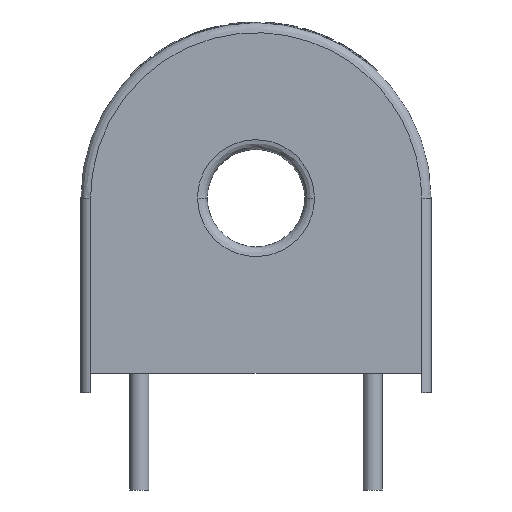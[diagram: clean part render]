
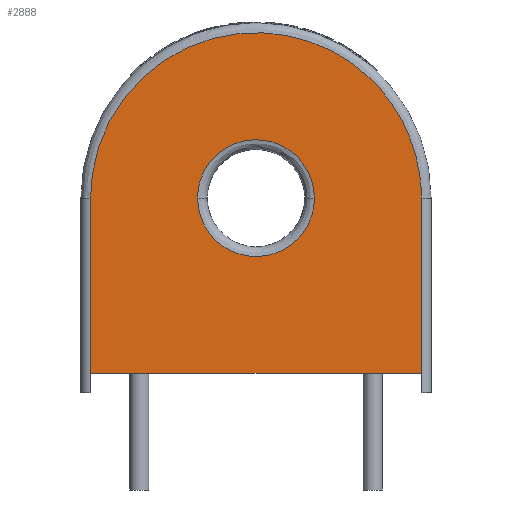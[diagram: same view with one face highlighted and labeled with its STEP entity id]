
A CAD part, front view. The second image highlights one B-rep face of the part: STEP entity #2888.
In plain terms, the highlighted planar face has unit normal (0, -1, 0).
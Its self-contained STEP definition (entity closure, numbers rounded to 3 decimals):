
#126 = CARTESIAN_POINT ( 'NONE',  ( -8.5, 0., 10. ) ) ;
#180 = CARTESIAN_POINT ( 'NONE',  ( -3., 0., 16. ) ) ;
#209 = ORIENTED_EDGE ( 'NONE', *, *, #2647, .F. ) ;
#490 = EDGE_CURVE ( 'NONE', #9674, #6653, #2939, .T. ) ;
#491 = FACE_OUTER_BOUND ( 'NONE', #8462, .T. ) ;
#720 =( BOUNDED_CURVE ( )  B_SPLINE_CURVE ( 3, ( #6516, #5503, #4472, #3433 ),
 .UNSPECIFIED., .F., .F. ) 
 B_SPLINE_CURVE_WITH_KNOTS ( ( 4, 4 ),
 ( 0.5, 1. ),
 .UNSPECIFIED. ) 
 CURVE ( )  GEOMETRIC_REPRESENTATION_ITEM ( )  RATIONAL_B_SPLINE_CURVE ( ( 1., 0.333, 0.333, 1. ) ) 
 REPRESENTATION_ITEM ( '' )  );
#943 = VERTEX_POINT ( 'NONE', #4276 ) ;
#1009 = AXIS2_PLACEMENT_3D ( 'NONE', #4431, #3397, #2370 ) ;
#1186 = CARTESIAN_POINT ( 'NONE',  ( 3., 0., 16. ) ) ;
#1697 = ORIENTED_EDGE ( 'NONE', *, *, #490, .F. ) ;
#2180 = VERTEX_POINT ( 'NONE', #7784 ) ;
#2183 = EDGE_CURVE ( 'NONE', #5737, #7252, #6742, .T. ) ;
#2198 = CARTESIAN_POINT ( 'NONE',  ( 3., 0., 10. ) ) ;
#2370 = DIRECTION ( 'NONE',  ( 0., 0., 1. ) ) ;
#2647 = EDGE_CURVE ( 'NONE', #7252, #943, #8297, .T. ) ;
#2888 = ADVANCED_FACE ( 'NONE', ( #491, #9725 ), #5463, .F. ) ;
#2939 =( BOUNDED_CURVE ( )  B_SPLINE_CURVE ( 3, ( #2198, #1186, #180, #9151 ),
 .UNSPECIFIED., .F., .F. ) 
 B_SPLINE_CURVE_WITH_KNOTS ( ( 4, 4 ),
 ( 0., 0.5 ),
 .UNSPECIFIED. ) 
 CURVE ( )  GEOMETRIC_REPRESENTATION_ITEM ( )  RATIONAL_B_SPLINE_CURVE ( ( 1., 0.333, 0.333, 1. ) ) 
 REPRESENTATION_ITEM ( '' )  );
#3397 = DIRECTION ( 'NONE',  ( 0., 1., 0. ) ) ;
#3433 = CARTESIAN_POINT ( 'NONE',  ( 3., 0., 10. ) ) ;
#4201 = EDGE_CURVE ( 'NONE', #6653, #9674, #720, .T. ) ;
#4276 = CARTESIAN_POINT ( 'NONE',  ( 8.5, 0., 10. ) ) ;
#4431 = CARTESIAN_POINT ( 'NONE',  ( 0., 0., 0. ) ) ;
#4472 = CARTESIAN_POINT ( 'NONE',  ( 3., 0., 4. ) ) ;
#4712 = DIRECTION ( 'NONE',  ( 0., 0., 1. ) ) ;
#5081 = EDGE_LOOP ( 'NONE', ( #1697, #9502 ) ) ;
#5416 = VECTOR ( 'NONE', #5797, 1000. ) ;
#5463 = PLANE ( 'NONE',  #1009 ) ;
#5503 = CARTESIAN_POINT ( 'NONE',  ( -3., 0., 4. ) ) ;
#5708 = ORIENTED_EDGE ( 'NONE', *, *, #2183, .F. ) ;
#5734 = CARTESIAN_POINT ( 'NONE',  ( -8.5, 0., -2. ) ) ;
#5737 = VERTEX_POINT ( 'NONE', #6227 ) ;
#5797 = DIRECTION ( 'NONE',  ( -1., 0., 0. ) ) ;
#5842 = CARTESIAN_POINT ( 'NONE',  ( 3., 0., 10. ) ) ;
#6160 = CARTESIAN_POINT ( 'NONE',  ( -3., 0., 10. ) ) ;
#6227 = CARTESIAN_POINT ( 'NONE',  ( -8.5, 0., 1. ) ) ;
#6260 = VECTOR ( 'NONE', #7870, 1000. ) ;
#6293 = VECTOR ( 'NONE', #4712, 1000. ) ;
#6400 = EDGE_CURVE ( 'NONE', #2180, #5737, #8881, .T. ) ;
#6516 = CARTESIAN_POINT ( 'NONE',  ( -3., 0., 10. ) ) ;
#6653 = VERTEX_POINT ( 'NONE', #6160 ) ;
#6742 = LINE ( 'NONE', #5734, #6293 ) ;
#6809 = CARTESIAN_POINT ( 'NONE',  ( 8.5, 0., 1. ) ) ;
#7042 = CARTESIAN_POINT ( 'NONE',  ( 8.5, 0., 10. ) ) ;
#7252 = VERTEX_POINT ( 'NONE', #9676 ) ;
#7784 = CARTESIAN_POINT ( 'NONE',  ( 8.5, 0., 1. ) ) ;
#7870 = DIRECTION ( 'NONE',  ( 0., 0., -1. ) ) ;
#8073 = CARTESIAN_POINT ( 'NONE',  ( 8.5, 0., 27. ) ) ;
#8297 =( BOUNDED_CURVE ( )  B_SPLINE_CURVE ( 3, ( #126, #9097, #8073, #7042 ),
 .UNSPECIFIED., .F., .F. ) 
 B_SPLINE_CURVE_WITH_KNOTS ( ( 4, 4 ),
 ( 0., 1. ),
 .UNSPECIFIED. ) 
 CURVE ( )  GEOMETRIC_REPRESENTATION_ITEM ( )  RATIONAL_B_SPLINE_CURVE ( ( 1., 0.333, 0.333, 1. ) ) 
 REPRESENTATION_ITEM ( '' )  );
#8462 = EDGE_LOOP ( 'NONE', ( #9005, #9820, #209, #5708 ) ) ;
#8881 = LINE ( 'NONE', #6809, #5416 ) ;
#8899 = CARTESIAN_POINT ( 'NONE',  ( 8.5, 0., 12. ) ) ;
#9005 = ORIENTED_EDGE ( 'NONE', *, *, #6400, .F. ) ;
#9097 = CARTESIAN_POINT ( 'NONE',  ( -8.5, 0., 27. ) ) ;
#9149 = EDGE_CURVE ( 'NONE', #943, #2180, #9927, .T. ) ;
#9151 = CARTESIAN_POINT ( 'NONE',  ( -3., 0., 10. ) ) ;
#9502 = ORIENTED_EDGE ( 'NONE', *, *, #4201, .F. ) ;
#9674 = VERTEX_POINT ( 'NONE', #5842 ) ;
#9676 = CARTESIAN_POINT ( 'NONE',  ( -8.5, 0., 10. ) ) ;
#9725 = FACE_BOUND ( 'NONE', #5081, .T. ) ;
#9820 = ORIENTED_EDGE ( 'NONE', *, *, #9149, .F. ) ;
#9927 = LINE ( 'NONE', #8899, #6260 ) ;
